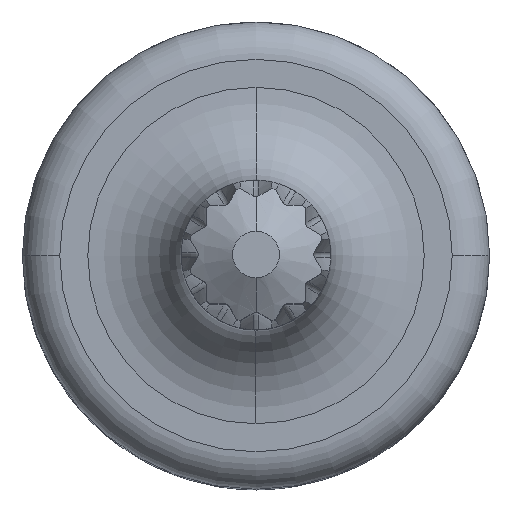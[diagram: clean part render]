
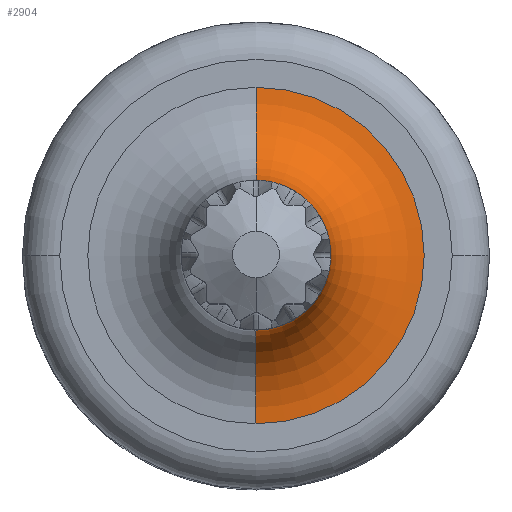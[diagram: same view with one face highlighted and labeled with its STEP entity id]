
A CAD part, top view. The second image highlights one B-rep face of the part: STEP entity #2904.
In plain terms, the highlighted toroidal (fillet/blend) face has major radius 9 mm and minor radius 5 mm.
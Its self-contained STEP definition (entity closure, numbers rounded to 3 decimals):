
#597=CARTESIAN_POINT('',(0.,0.,26.));
#598=DIRECTION('',(0.,0.,1.));
#599=DIRECTION('',(0.,-1.,0.));
#600=AXIS2_PLACEMENT_3D('',#597,#598,#599);
#617=CARTESIAN_POINT('',(0.,-9.,31.));
#618=DIRECTION('',(1.,0.,0.));
#619=DIRECTION('',(0.,0.,-1.));
#620=AXIS2_PLACEMENT_3D('',#617,#618,#619);
#622=CARTESIAN_POINT('',(0.,9.,31.));
#623=DIRECTION('',(-1.,0.,0.));
#624=DIRECTION('',(0.,0.,-1.));
#625=AXIS2_PLACEMENT_3D('',#622,#623,#624);
#792=CARTESIAN_POINT('',(0.,0.,31.));
#793=DIRECTION('',(0.,0.,1.));
#794=DIRECTION('',(0.,-1.,0.));
#795=AXIS2_PLACEMENT_3D('',#792,#793,#794);
#2317=CARTESIAN_POINT('',(0.,-9.,26.));
#2318=CARTESIAN_POINT('',(0.,9.,26.));
#2319=VERTEX_POINT('',#2317);
#2320=VERTEX_POINT('',#2318);
#2321=CARTESIAN_POINT('',(0.,-4.,31.));
#2322=CARTESIAN_POINT('',(0.,4.,31.));
#2323=VERTEX_POINT('',#2321);
#2324=VERTEX_POINT('',#2322);
#2890=CARTESIAN_POINT('',(0.,0.,31.));
#2891=DIRECTION('',(0.,0.,1.));
#2892=DIRECTION('',(-0.029,-1.,0.));
#2893=AXIS2_PLACEMENT_3D('',#2890,#2891,#2892);
#2894=TOROIDAL_SURFACE('',#2893,9.,5.);
#2895=ORIENTED_EDGE('',*,*,#2883,.F.);
#2897=ORIENTED_EDGE('',*,*,#2896,.T.);
#2899=ORIENTED_EDGE('',*,*,#2898,.T.);
#2901=ORIENTED_EDGE('',*,*,#2900,.F.);
#2902=EDGE_LOOP('',(#2895,#2897,#2899,#2901));
#2903=FACE_OUTER_BOUND('',#2902,.F.);
#2904=ADVANCED_FACE('',(#2903),#2894,.F.);
#601=CIRCLE('',#600,9.);
#621=CIRCLE('',#620,5.);
#626=CIRCLE('',#625,5.);
#796=CIRCLE('',#795,4.);
#2883=EDGE_CURVE('',#2319,#2320,#601,.T.);
#2896=EDGE_CURVE('',#2319,#2323,#621,.T.);
#2898=EDGE_CURVE('',#2323,#2324,#796,.T.);
#2900=EDGE_CURVE('',#2320,#2324,#626,.T.);
